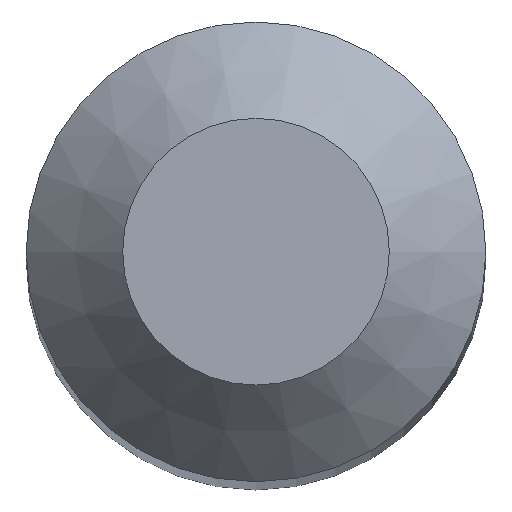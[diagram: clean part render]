
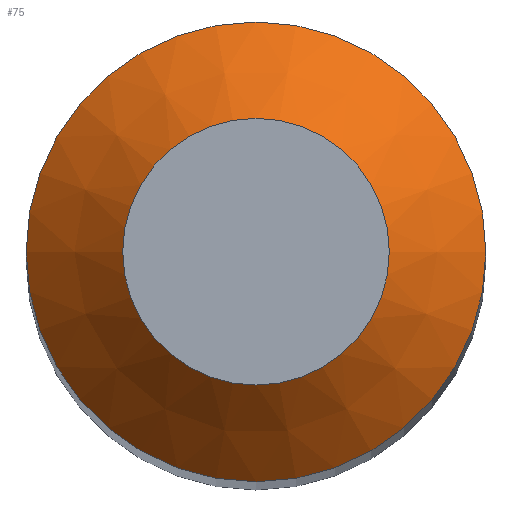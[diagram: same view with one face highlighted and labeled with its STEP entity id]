
A CAD part, top view. The second image highlights one B-rep face of the part: STEP entity #75.
In plain terms, the highlighted conical face has half-angle 45 degrees and reference radius 2.381 mm.
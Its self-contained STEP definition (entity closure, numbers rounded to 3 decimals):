
#24 = VERTEX_POINT('',#25);
#25 = CARTESIAN_POINT('',(2.381,0.,49.8));
#31 = EDGE_CURVE('',#24,#24,#32,.T.);
#32 = CIRCLE('',#33,2.381);
#33 = AXIS2_PLACEMENT_3D('',#34,#35,#36);
#34 = CARTESIAN_POINT('',(0.,0.,49.8));
#35 = DIRECTION('',(0.,0.,1.));
#36 = DIRECTION('',(1.,0.,0.));
#75 = ADVANCED_FACE('',(#76),#95,.T.);
#76 = FACE_BOUND('',#77,.T.);
#77 = EDGE_LOOP('',(#78,#86,#87,#88));
#78 = ORIENTED_EDGE('',*,*,#79,.F.);
#79 = EDGE_CURVE('',#24,#80,#82,.T.);
#80 = VERTEX_POINT('',#81);
#81 = CARTESIAN_POINT('',(1.381,0.,50.8));
#82 = LINE('',#83,#84);
#83 = CARTESIAN_POINT('',(2.381,0.,49.8));
#84 = VECTOR('',#85,1.);
#85 = DIRECTION('',(-0.707,0.,0.707));
#86 = ORIENTED_EDGE('',*,*,#31,.T.);
#87 = ORIENTED_EDGE('',*,*,#79,.T.);
#88 = ORIENTED_EDGE('',*,*,#89,.F.);
#89 = EDGE_CURVE('',#80,#80,#90,.T.);
#90 = CIRCLE('',#91,1.381);
#91 = AXIS2_PLACEMENT_3D('',#92,#93,#94);
#92 = CARTESIAN_POINT('',(0.,0.,50.8));
#93 = DIRECTION('',(0.,0.,1.));
#94 = DIRECTION('',(1.,0.,0.));
#95 = CONICAL_SURFACE('',#96,2.381,0.785);
#96 = AXIS2_PLACEMENT_3D('',#97,#98,#99);
#97 = CARTESIAN_POINT('',(0.,0.,49.8));
#98 = DIRECTION('',(0.,0.,-1.));
#99 = DIRECTION('',(1.,0.,0.));
